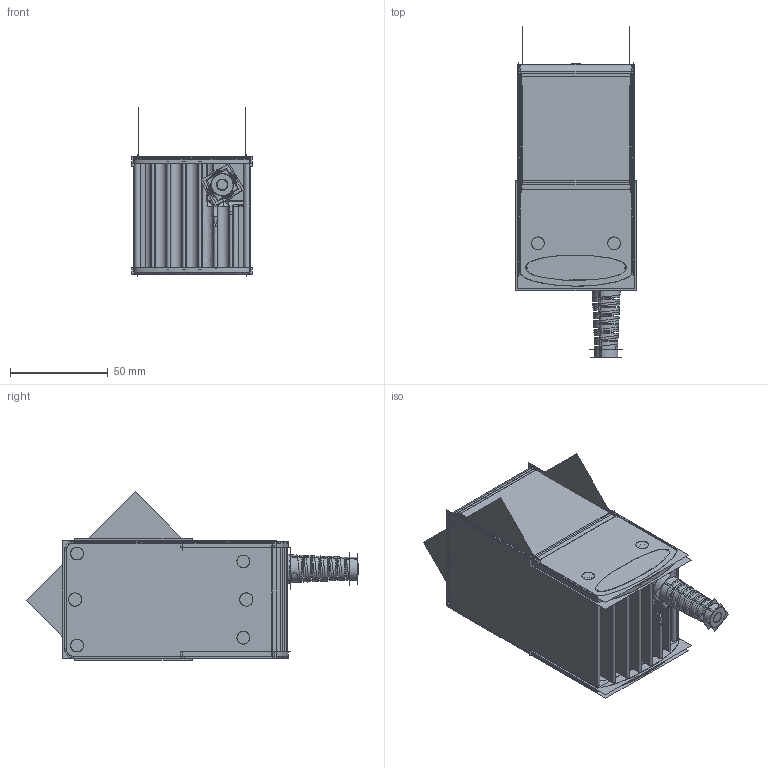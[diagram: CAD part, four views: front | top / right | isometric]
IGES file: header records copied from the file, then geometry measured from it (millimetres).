
Start section:  PTC IGES file: 148996_sm01.igs
Global section: file name: 148996_sm01.igs; native system: Creo Parametric by PTC Inc.; preprocessor: 2022414; author: banengservice; organization: Unknown; date: 20250728.153746; units: millimetre
Bounding box: 61.63 x 169.7 x 86.33 mm (x, y, z)
Volume: 197407.2 mm3; surface area: 312631.2 mm2
Topology: 1 solids, 1 shells, 1292 faces, 6730 edges, 8404 vertices
Faces by surface type: bspline 782, revolution 510
